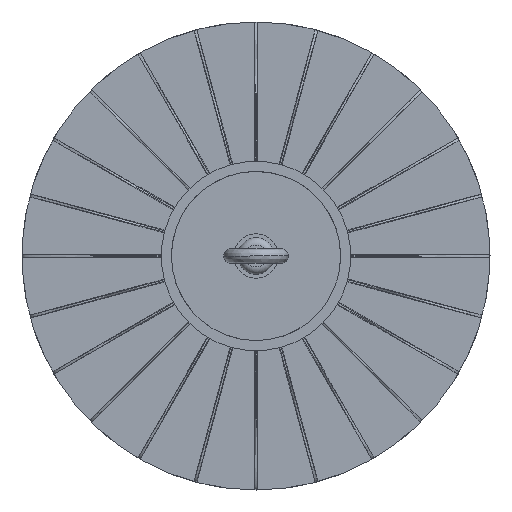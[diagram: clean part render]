
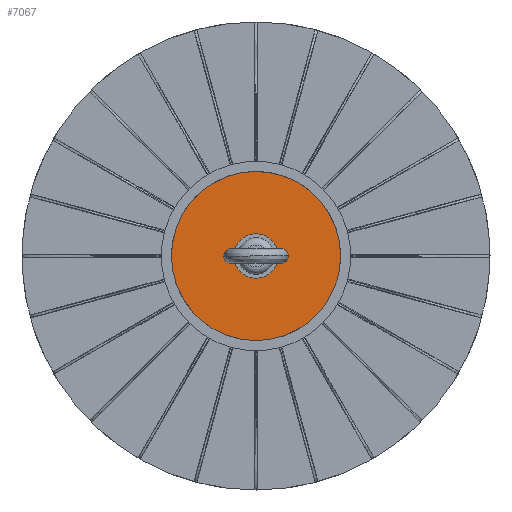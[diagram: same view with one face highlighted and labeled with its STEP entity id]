
A CAD part, front view. The second image highlights one B-rep face of the part: STEP entity #7067.
In plain terms, the highlighted face is planar.
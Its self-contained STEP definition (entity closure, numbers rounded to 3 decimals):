
#1537 = VERTEX_POINT ( 'NONE', #6818 ) ;
#4461 = AXIS2_PLACEMENT_3D ( 'NONE', #4929, #10474, #7761 ) ;
#4634 = FACE_OUTER_BOUND ( 'NONE', #7438, .T. ) ;
#4929 = CARTESIAN_POINT ( 'NONE',  ( 0., 0., -44. ) ) ;
#6176 = CARTESIAN_POINT ( 'NONE',  ( 0., 0., -44. ) ) ;
#6199 = CIRCLE ( 'NONE', #4461, 58. ) ;
#6500 = CARTESIAN_POINT ( 'NONE',  ( 0., 0., -44. ) ) ;
#6818 = CARTESIAN_POINT ( 'NONE',  ( -57.338, 8.74, -44. ) ) ;
#7067 = ADVANCED_FACE ( 'NONE', ( #15486, #4634 ), #17106, .T. ) ;
#7438 = EDGE_LOOP ( 'NONE', ( #14179 ) ) ;
#7761 = DIRECTION ( 'NONE',  ( -0.989, 0.151, 0. ) ) ;
#9356 = ORIENTED_EDGE ( 'NONE', *, *, #10022, .F. ) ;
#9411 = DIRECTION ( 'NONE',  ( -0.259, -0.966, 0. ) ) ;
#9479 = CIRCLE ( 'NONE', #16938, 15.25 ) ;
#10022 = EDGE_CURVE ( 'NONE', #14858, #14858, #9479, .T. ) ;
#10474 = DIRECTION ( 'NONE',  ( 0., 0., 1. ) ) ;
#11718 = DIRECTION ( 'NONE',  ( 0., 0., 1. ) ) ;
#12379 = AXIS2_PLACEMENT_3D ( 'NONE', #6176, #11718, #17191 ) ;
#12575 = EDGE_LOOP ( 'NONE', ( #9356 ) ) ;
#13385 = EDGE_CURVE ( 'NONE', #1537, #1537, #6199, .T. ) ;
#13418 = CARTESIAN_POINT ( 'NONE',  ( -3.947, -14.73, -44. ) ) ;
#14179 = ORIENTED_EDGE ( 'NONE', *, *, #13385, .T. ) ;
#14858 = VERTEX_POINT ( 'NONE', #13418 ) ;
#14988 = DIRECTION ( 'NONE',  ( 0., 0., 1. ) ) ;
#15486 = FACE_BOUND ( 'NONE', #12575, .T. ) ;
#16938 = AXIS2_PLACEMENT_3D ( 'NONE', #6500, #14988, #9411 ) ;
#17106 = PLANE ( 'NONE',  #12379 ) ;
#17191 = DIRECTION ( 'NONE',  ( 0.966, -0.259, 0. ) ) ;
